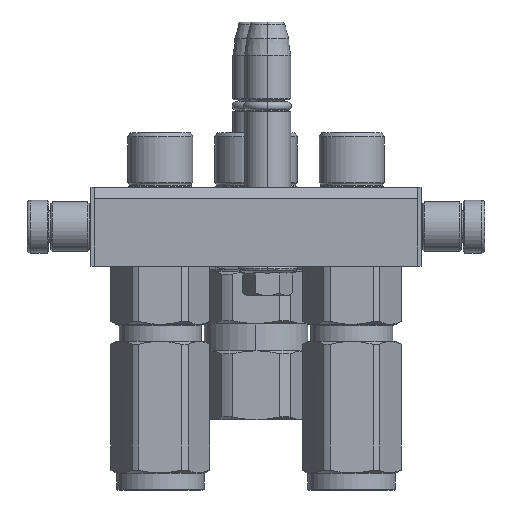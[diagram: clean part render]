
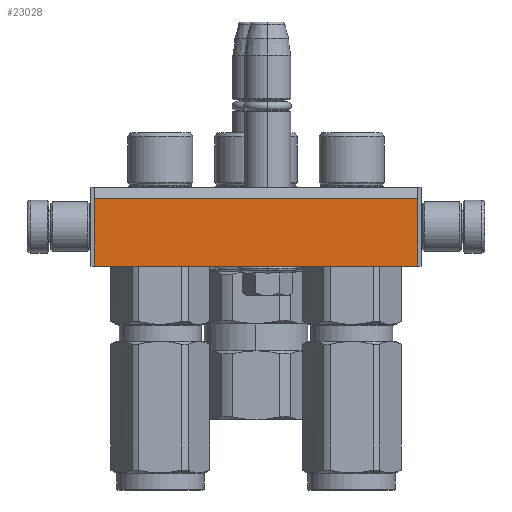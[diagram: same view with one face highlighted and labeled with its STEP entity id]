
A CAD part, left-side view. The second image highlights one B-rep face of the part: STEP entity #23028.
In plain terms, the highlighted face is planar.
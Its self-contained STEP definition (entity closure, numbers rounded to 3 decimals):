
#781 = CARTESIAN_POINT ( 'NONE',  ( -21., 0., 24. ) ) ;
#1628 = CARTESIAN_POINT ( 'NONE',  ( 78., 24., 24. ) ) ;
#4297 = CARTESIAN_POINT ( 'NONE',  ( 78., 3.464, 24. ) ) ;
#4410 = DIRECTION ( 'NONE',  ( 0., 0., 1. ) ) ;
#4608 = EDGE_LOOP ( 'NONE', ( #13393, #45972, #47009, #48800 ) ) ;
#6404 = VECTOR ( 'NONE', #21789, 1000. ) ;
#8175 = DIRECTION ( 'NONE',  ( 1., 0., 0. ) ) ;
#9416 = CARTESIAN_POINT ( 'NONE',  ( -20., 3.464, 24. ) ) ;
#9551 = VERTEX_POINT ( 'NONE', #9416 ) ;
#9974 = VECTOR ( 'NONE', #8175, 1000. ) ;
#11006 = CARTESIAN_POINT ( 'NONE',  ( -20., 24., 24. ) ) ;
#12835 = CARTESIAN_POINT ( 'NONE',  ( -20., 24., 24. ) ) ;
#12868 = EDGE_CURVE ( 'NONE', #9551, #19931, #37758, .T. ) ;
#13393 = ORIENTED_EDGE ( 'NONE', *, *, #49279, .F. ) ;
#15987 = EDGE_CURVE ( 'NONE', #19931, #48007, #19030, .T. ) ;
#19030 = LINE ( 'NONE', #4297, #22763 ) ;
#19931 = VERTEX_POINT ( 'NONE', #39947 ) ;
#21789 = DIRECTION ( 'NONE',  ( 0., 1., 0. ) ) ;
#22763 = VECTOR ( 'NONE', #35522, 1000. ) ;
#23028 = ADVANCED_FACE ( 'NONE', ( #27275 ), #23748, .T. ) ;
#23748 = PLANE ( 'NONE',  #27532 ) ;
#25652 = LINE ( 'NONE', #11006, #33650 ) ;
#27275 = FACE_OUTER_BOUND ( 'NONE', #4608, .T. ) ;
#27532 = AXIS2_PLACEMENT_3D ( 'NONE', #781, #4410, #40120 ) ;
#30580 = EDGE_CURVE ( 'NONE', #9551, #43883, #43365, .T. ) ;
#33650 = VECTOR ( 'NONE', #42581, 1000. ) ;
#34189 = CARTESIAN_POINT ( 'NONE',  ( -20., 3.464, 24. ) ) ;
#35522 = DIRECTION ( 'NONE',  ( 0., 1., 0. ) ) ;
#37758 = LINE ( 'NONE', #43918, #9974 ) ;
#39947 = CARTESIAN_POINT ( 'NONE',  ( 78., 3.464, 24. ) ) ;
#40120 = DIRECTION ( 'NONE',  ( 1., 0., 0. ) ) ;
#42581 = DIRECTION ( 'NONE',  ( 1., 0., 0. ) ) ;
#43365 = LINE ( 'NONE', #34189, #6404 ) ;
#43883 = VERTEX_POINT ( 'NONE', #12835 ) ;
#43918 = CARTESIAN_POINT ( 'NONE',  ( -20., 3.464, 24. ) ) ;
#45972 = ORIENTED_EDGE ( 'NONE', *, *, #30580, .F. ) ;
#47009 = ORIENTED_EDGE ( 'NONE', *, *, #12868, .T. ) ;
#48007 = VERTEX_POINT ( 'NONE', #1628 ) ;
#48800 = ORIENTED_EDGE ( 'NONE', *, *, #15987, .T. ) ;
#49279 = EDGE_CURVE ( 'NONE', #43883, #48007, #25652, .T. ) ;
